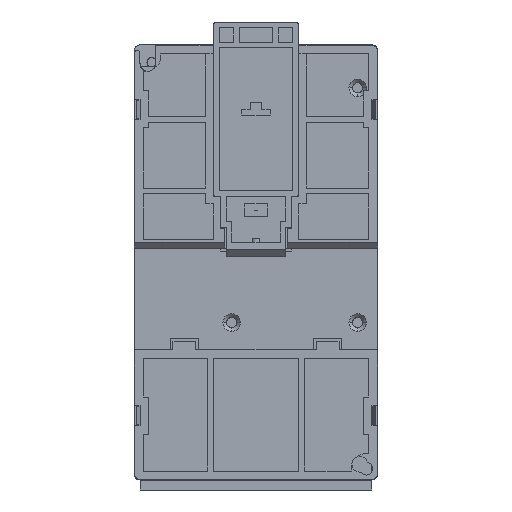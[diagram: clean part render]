
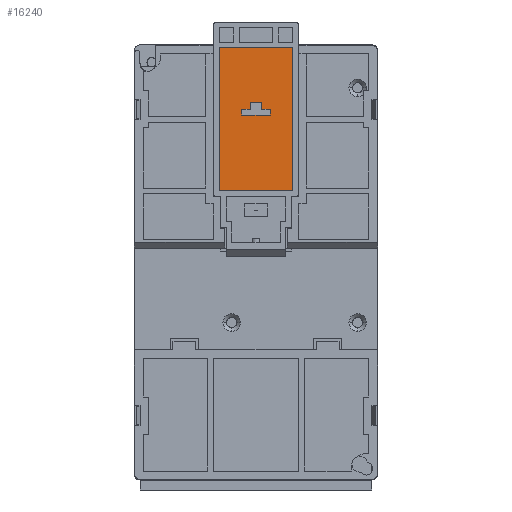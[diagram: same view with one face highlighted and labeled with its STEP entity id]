
A CAD part, front view. The second image highlights one B-rep face of the part: STEP entity #16240.
In plain terms, the highlighted planar face has unit normal (0, -1, 0).
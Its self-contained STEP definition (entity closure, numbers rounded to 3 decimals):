
#107 = EDGE_CURVE ( 'NONE', #61479, #74332, #37914, .T. ) ;
#496 = LINE ( 'NONE', #42541, #3786 ) ;
#3786 = VECTOR ( 'NONE', #7820, 1000. ) ;
#4080 = CARTESIAN_POINT ( 'NONE',  ( 49.9, 1.5, -1. ) ) ;
#5501 = ORIENTED_EDGE ( 'NONE', *, *, #65836, .T. ) ;
#5778 = DIRECTION ( 'NONE',  ( 0., 0., 1. ) ) ;
#5984 = ORIENTED_EDGE ( 'NONE', *, *, #33487, .F. ) ;
#7820 = DIRECTION ( 'NONE',  ( -1., 0., 0. ) ) ;
#8145 = CARTESIAN_POINT ( 'NONE',  ( 54.9, 1.5, -1. ) ) ;
#8346 = VECTOR ( 'NONE', #10357, 1000. ) ;
#8450 = VECTOR ( 'NONE', #33793, 1000. ) ;
#9747 = ORIENTED_EDGE ( 'NONE', *, *, #50234, .T. ) ;
#10033 = ORIENTED_EDGE ( 'NONE', *, *, #71813, .T. ) ;
#10357 = DIRECTION ( 'NONE',  ( -1., 0., 0. ) ) ;
#10522 = VECTOR ( 'NONE', #13233, 1000. ) ;
#11963 = CARTESIAN_POINT ( 'NONE',  ( 40., 1.5, -20. ) ) ;
#13233 = DIRECTION ( 'NONE',  ( 1., 0., 0. ) ) ;
#14080 = AXIS2_PLACEMENT_3D ( 'NONE', #16053, #62778, #15313 ) ;
#14514 = ORIENTED_EDGE ( 'NONE', *, *, #59735, .F. ) ;
#14720 = CARTESIAN_POINT ( 'NONE',  ( 42., 1.5, -20. ) ) ;
#15220 = VERTEX_POINT ( 'NONE', #8145 ) ;
#15313 = DIRECTION ( 'NONE',  ( -1., 0., 0. ) ) ;
#16053 = CARTESIAN_POINT ( 'NONE',  ( 42., 1.5, 1. ) ) ;
#16062 = LINE ( 'NONE', #33446, #42973 ) ;
#16240 = ADVANCED_FACE ( 'NONE', ( #34574, #22607 ), #74748, .T. ) ;
#17306 = CARTESIAN_POINT ( 'NONE',  ( 29.1, 1.5, -7. ) ) ;
#19710 = CARTESIAN_POINT ( 'NONE',  ( 37., 1.5, -20. ) ) ;
#20566 = EDGE_CURVE ( 'NONE', #63790, #40881, #28180, .T. ) ;
#20841 = LINE ( 'NONE', #19710, #22270 ) ;
#20915 = VECTOR ( 'NONE', #24015, 1000. ) ;
#22059 = EDGE_CURVE ( 'NONE', #40881, #53567, #67603, .T. ) ;
#22270 = VECTOR ( 'NONE', #74122, 1000. ) ;
#22607 = FACE_BOUND ( 'NONE', #46575, .T. ) ;
#22761 = EDGE_CURVE ( 'NONE', #53567, #26249, #65050, .T. ) ;
#23289 = CARTESIAN_POINT ( 'NONE',  ( 29.1, 1.5, -51. ) ) ;
#23478 = LINE ( 'NONE', #17306, #48171 ) ;
#24015 = DIRECTION ( 'NONE',  ( 0., 0., -1. ) ) ;
#24272 = VERTEX_POINT ( 'NONE', #70605 ) ;
#24393 = CARTESIAN_POINT ( 'NONE',  ( 47., 1.5, -20. ) ) ;
#25262 = CARTESIAN_POINT ( 'NONE',  ( 44., 1.5, -20. ) ) ;
#25651 = EDGE_CURVE ( 'NONE', #67697, #24272, #20841, .T. ) ;
#26249 = VERTEX_POINT ( 'NONE', #53823 ) ;
#26589 = VECTOR ( 'NONE', #37901, 1000. ) ;
#27240 = CARTESIAN_POINT ( 'NONE',  ( 47., 1.5, -24.5 ) ) ;
#28180 = LINE ( 'NONE', #11963, #58426 ) ;
#29580 = CARTESIAN_POINT ( 'NONE',  ( 40., 1.5, -20. ) ) ;
#29943 = ORIENTED_EDGE ( 'NONE', *, *, #22059, .T. ) ;
#31633 = LINE ( 'NONE', #38926, #8346 ) ;
#33217 = CARTESIAN_POINT ( 'NONE',  ( 42., 1.5, -24.5 ) ) ;
#33446 = CARTESIAN_POINT ( 'NONE',  ( 54.9, 1.5, -51. ) ) ;
#33487 = EDGE_CURVE ( 'NONE', #57580, #26249, #31633, .T. ) ;
#33793 = DIRECTION ( 'NONE',  ( -1., 0., 0. ) ) ;
#33990 = LINE ( 'NONE', #33217, #36238 ) ;
#34574 = FACE_OUTER_BOUND ( 'NONE', #62901, .T. ) ;
#34759 = EDGE_CURVE ( 'NONE', #74332, #15220, #16062, .T. ) ;
#36238 = VECTOR ( 'NONE', #51354, 1000. ) ;
#37901 = DIRECTION ( 'NONE',  ( 1., 0., 0. ) ) ;
#37914 = LINE ( 'NONE', #44435, #10522 ) ;
#38926 = CARTESIAN_POINT ( 'NONE',  ( 44., 1.5, -22.5 ) ) ;
#39613 = DIRECTION ( 'NONE',  ( 0., 0., 1. ) ) ;
#40881 = VERTEX_POINT ( 'NONE', #29580 ) ;
#42315 = ORIENTED_EDGE ( 'NONE', *, *, #25651, .T. ) ;
#42541 = CARTESIAN_POINT ( 'NONE',  ( 37., 1.5, -22.5 ) ) ;
#42973 = VECTOR ( 'NONE', #39613, 1000. ) ;
#43756 = CARTESIAN_POINT ( 'NONE',  ( 44., 1.5, -20. ) ) ;
#44435 = CARTESIAN_POINT ( 'NONE',  ( 29.1, 1.5, -51. ) ) ;
#45369 = LINE ( 'NONE', #4080, #8450 ) ;
#46575 = EDGE_LOOP ( 'NONE', ( #14514, #42315, #49869, #71427, #29943, #49469, #5984, #10033 ) ) ;
#48171 = VECTOR ( 'NONE', #69449, 1000. ) ;
#49469 = ORIENTED_EDGE ( 'NONE', *, *, #22761, .T. ) ;
#49869 = ORIENTED_EDGE ( 'NONE', *, *, #56233, .F. ) ;
#50234 = EDGE_CURVE ( 'NONE', #58002, #61479, #23478, .T. ) ;
#51354 = DIRECTION ( 'NONE',  ( 1., 0., 0. ) ) ;
#53567 = VERTEX_POINT ( 'NONE', #43756 ) ;
#53823 = CARTESIAN_POINT ( 'NONE',  ( 44., 1.5, -22.5 ) ) ;
#56233 = EDGE_CURVE ( 'NONE', #63790, #24272, #496, .T. ) ;
#56390 = CARTESIAN_POINT ( 'NONE',  ( 54.9, 1.5, -51. ) ) ;
#57260 = VECTOR ( 'NONE', #71978, 1000. ) ;
#57580 = VERTEX_POINT ( 'NONE', #62446 ) ;
#57934 = ORIENTED_EDGE ( 'NONE', *, *, #107, .T. ) ;
#58002 = VERTEX_POINT ( 'NONE', #73925 ) ;
#58426 = VECTOR ( 'NONE', #5778, 1000. ) ;
#59735 = EDGE_CURVE ( 'NONE', #67697, #71048, #33990, .T. ) ;
#61479 = VERTEX_POINT ( 'NONE', #23289 ) ;
#62446 = CARTESIAN_POINT ( 'NONE',  ( 47., 1.5, -22.5 ) ) ;
#62778 = DIRECTION ( 'NONE',  ( 0., -1., 0. ) ) ;
#62901 = EDGE_LOOP ( 'NONE', ( #5501, #9747, #57934, #71007 ) ) ;
#63790 = VERTEX_POINT ( 'NONE', #66156 ) ;
#65050 = LINE ( 'NONE', #25262, #57260 ) ;
#65836 = EDGE_CURVE ( 'NONE', #15220, #58002, #45369, .T. ) ;
#66085 = LINE ( 'NONE', #24393, #20915 ) ;
#66156 = CARTESIAN_POINT ( 'NONE',  ( 40., 1.5, -22.5 ) ) ;
#67603 = LINE ( 'NONE', #14720, #26589 ) ;
#67697 = VERTEX_POINT ( 'NONE', #73782 ) ;
#69449 = DIRECTION ( 'NONE',  ( 0., 0., -1. ) ) ;
#70605 = CARTESIAN_POINT ( 'NONE',  ( 37., 1.5, -22.5 ) ) ;
#71007 = ORIENTED_EDGE ( 'NONE', *, *, #34759, .T. ) ;
#71048 = VERTEX_POINT ( 'NONE', #27240 ) ;
#71427 = ORIENTED_EDGE ( 'NONE', *, *, #20566, .T. ) ;
#71813 = EDGE_CURVE ( 'NONE', #57580, #71048, #66085, .T. ) ;
#71978 = DIRECTION ( 'NONE',  ( 0., 0., -1. ) ) ;
#73782 = CARTESIAN_POINT ( 'NONE',  ( 37., 1.5, -24.5 ) ) ;
#73925 = CARTESIAN_POINT ( 'NONE',  ( 29.1, 1.5, -1. ) ) ;
#74122 = DIRECTION ( 'NONE',  ( 0., 0., 1. ) ) ;
#74332 = VERTEX_POINT ( 'NONE', #56390 ) ;
#74748 = PLANE ( 'NONE',  #14080 ) ;
